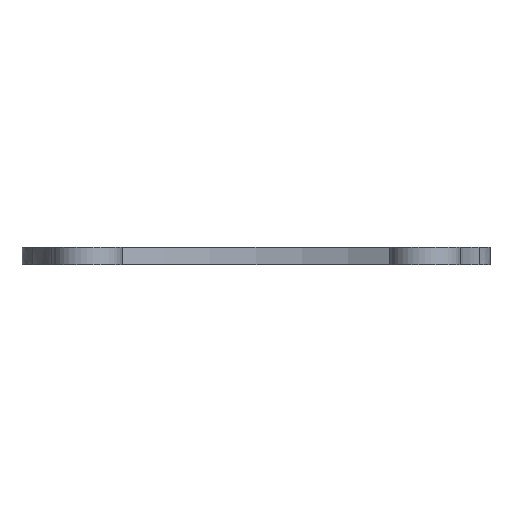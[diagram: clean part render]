
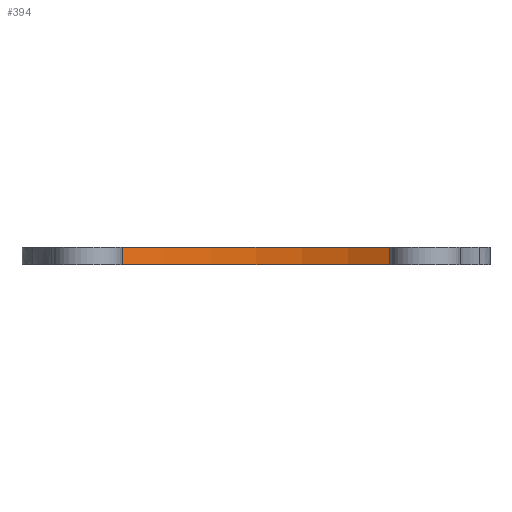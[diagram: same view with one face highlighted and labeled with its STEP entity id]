
A CAD part, left-side view. The second image highlights one B-rep face of the part: STEP entity #394.
In plain terms, the highlighted cylindrical face has radius 23.009 mm (diameter 46.017 mm), a partial arc.
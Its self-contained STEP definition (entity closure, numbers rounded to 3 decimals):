
#60=FACE_OUTER_BOUND('',#82,.T.);
#82=EDGE_LOOP('',(#267,#268,#269,#270));
#113=LINE('',#552,#129);
#114=LINE('',#555,#130);
#129=VECTOR('',#465,10.);
#130=VECTOR('',#468,10.);
#145=CIRCLE('',#421,23.008);
#146=CIRCLE('',#422,23.008);
#167=VERTEX_POINT('',#548);
#168=VERTEX_POINT('',#549);
#169=VERTEX_POINT('',#551);
#170=VERTEX_POINT('',#553);
#207=EDGE_CURVE('',#167,#168,#145,.T.);
#208=EDGE_CURVE('',#167,#169,#113,.T.);
#209=EDGE_CURVE('',#170,#169,#146,.T.);
#210=EDGE_CURVE('',#168,#170,#114,.T.);
#267=ORIENTED_EDGE('',*,*,#207,.F.);
#268=ORIENTED_EDGE('',*,*,#208,.T.);
#269=ORIENTED_EDGE('',*,*,#209,.F.);
#270=ORIENTED_EDGE('',*,*,#210,.F.);
#384=CYLINDRICAL_SURFACE('',#420,23.008);
#394=ADVANCED_FACE('',(#60),#384,.F.);
#420=AXIS2_PLACEMENT_3D('',#547,#461,#462);
#421=AXIS2_PLACEMENT_3D('',#550,#463,#464);
#422=AXIS2_PLACEMENT_3D('',#554,#466,#467);
#461=DIRECTION('center_axis',(0.,0.,-1.));
#462=DIRECTION('ref_axis',(1.,0.,0.));
#463=DIRECTION('center_axis',(0.,0.,1.));
#464=DIRECTION('ref_axis',(-1.,0.,0.));
#465=DIRECTION('',(0.,0.,1.));
#466=DIRECTION('center_axis',(0.,0.,-1.));
#467=DIRECTION('ref_axis',(-1.,0.,0.));
#468=DIRECTION('',(0.,0.,1.));
#547=CARTESIAN_POINT('Origin',(-46.787,34.874,10.57));
#548=CARTESIAN_POINT('',(-26.787,23.499,9.07));
#549=CARTESIAN_POINT('',(-26.787,46.249,9.07));
#550=CARTESIAN_POINT('Origin',(-46.787,34.874,9.07));
#551=CARTESIAN_POINT('',(-26.787,23.499,10.57));
#552=CARTESIAN_POINT('',(-26.787,23.499,9.07));
#553=CARTESIAN_POINT('',(-26.787,46.249,10.57));
#554=CARTESIAN_POINT('Origin',(-46.787,34.874,10.57));
#555=CARTESIAN_POINT('',(-26.787,46.249,9.07));
